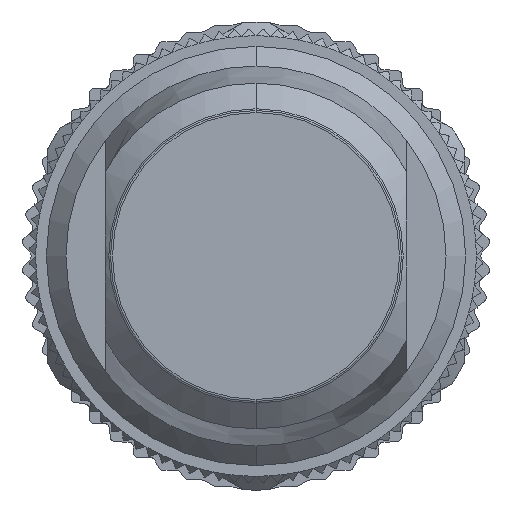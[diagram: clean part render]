
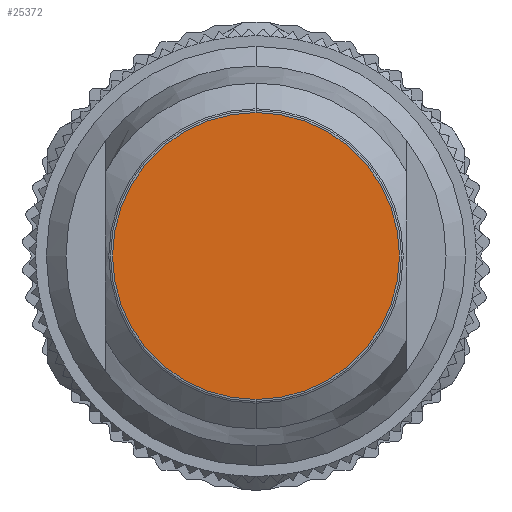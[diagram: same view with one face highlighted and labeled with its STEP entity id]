
A CAD part, front view. The second image highlights one B-rep face of the part: STEP entity #25372.
In plain terms, the highlighted planar face has unit normal (0, -1, 0).
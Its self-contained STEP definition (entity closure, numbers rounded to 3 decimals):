
#8553=CARTESIAN_POINT('',(0.,-45.5,0.));
#8554=DIRECTION('',(0.,-1.,0.));
#8555=DIRECTION('',(0.,0.,-1.));
#8556=AXIS2_PLACEMENT_3D('',#8553,#8554,#8555);
#8561=CARTESIAN_POINT('',(0.,-45.5,0.));
#8562=DIRECTION('',(0.,-1.,0.));
#8563=DIRECTION('',(0.,0.,1.));
#8564=AXIS2_PLACEMENT_3D('',#8561,#8562,#8563);
#20043=CARTESIAN_POINT('',(0.,-45.5,6.192));
#20044=VERTEX_POINT('',#20043);
#20045=CARTESIAN_POINT('',(0.,-45.5,-6.192));
#20046=VERTEX_POINT('',#20045);
#25362=CARTESIAN_POINT('',(0.,-45.5,0.));
#25363=DIRECTION('',(0.,-1.,0.));
#25364=DIRECTION('',(0.,0.,-1.));
#25365=AXIS2_PLACEMENT_3D('',#25362,#25363,#25364);
#25366=PLANE('',#25365);
#25368=ORIENTED_EDGE('',*,*,#25367,.F.);
#25369=ORIENTED_EDGE('',*,*,#25352,.F.);
#25370=EDGE_LOOP('',(#25368,#25369));
#25371=FACE_OUTER_BOUND('',#25370,.F.);
#25372=ADVANCED_FACE('',(#25371),#25366,.T.);
#8557=CIRCLE('',#8556,6.192);
#8565=CIRCLE('',#8564,6.192);
#25352=EDGE_CURVE('',#20044,#20046,#8565,.T.);
#25367=EDGE_CURVE('',#20046,#20044,#8557,.T.);
